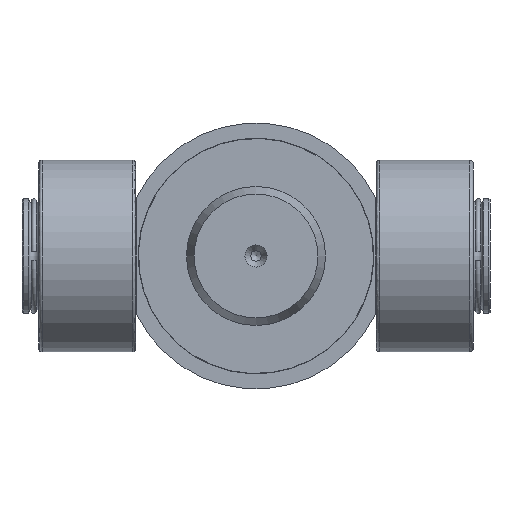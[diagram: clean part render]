
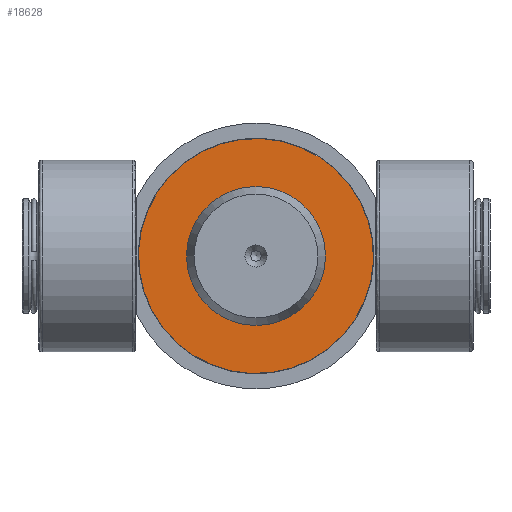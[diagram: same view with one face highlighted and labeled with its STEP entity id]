
A CAD part, front view. The second image highlights one B-rep face of the part: STEP entity #18628.
In plain terms, the highlighted face is planar.
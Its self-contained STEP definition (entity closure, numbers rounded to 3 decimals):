
#4866=PLANE('',#19886);
#5333=FACE_BOUND('',#6933,.T.);
#5809=FACE_OUTER_BOUND('',#6932,.T.);
#6932=EDGE_LOOP('',(#14671));
#6933=EDGE_LOOP('',(#14672));
#7867=CIRCLE('',#19867,37.834);
#7877=CIRCLE('',#19885,69.8);
#8600=VERTEX_POINT('',#30902);
#8610=VERTEX_POINT('',#30930);
#10820=EDGE_CURVE('',#8600,#8600,#7867,.T.);
#10830=EDGE_CURVE('',#8610,#8610,#7877,.T.);
#14671=ORIENTED_EDGE('',*,*,#10830,.F.);
#14672=ORIENTED_EDGE('',*,*,#10820,.T.);
#18628=ADVANCED_FACE('',(#5809,#5333),#4866,.T.);
#19867=AXIS2_PLACEMENT_3D('',#30903,#21728,#21729);
#19885=AXIS2_PLACEMENT_3D('',#30931,#21764,#21765);
#19886=AXIS2_PLACEMENT_3D('',#30932,#21766,#21767);
#21728=DIRECTION('center_axis',(0.,0.,-1.));
#21729=DIRECTION('ref_axis',(1.,0.,0.));
#21764=DIRECTION('center_axis',(0.,0.,-1.));
#21765=DIRECTION('ref_axis',(-1.,0.,0.));
#21766=DIRECTION('center_axis',(0.,0.,1.));
#21767=DIRECTION('ref_axis',(1.,0.,0.));
#30902=CARTESIAN_POINT('',(37.834,0.,12.));
#30903=CARTESIAN_POINT('Origin',(0.,0.,12.));
#30930=CARTESIAN_POINT('',(69.8,0.,12.));
#30931=CARTESIAN_POINT('Origin',(0.,0.,12.));
#30932=CARTESIAN_POINT('Origin',(0.,0.,
12.));
